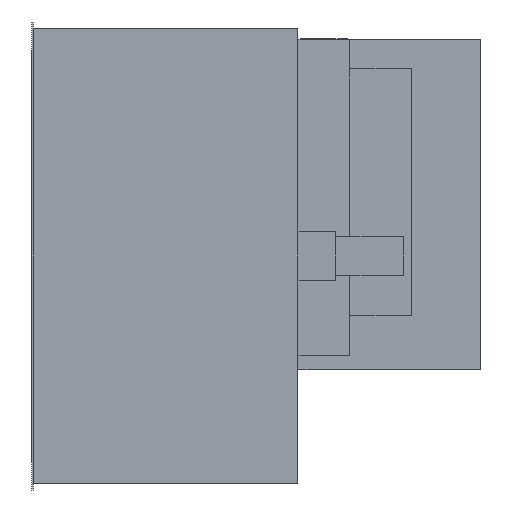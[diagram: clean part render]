
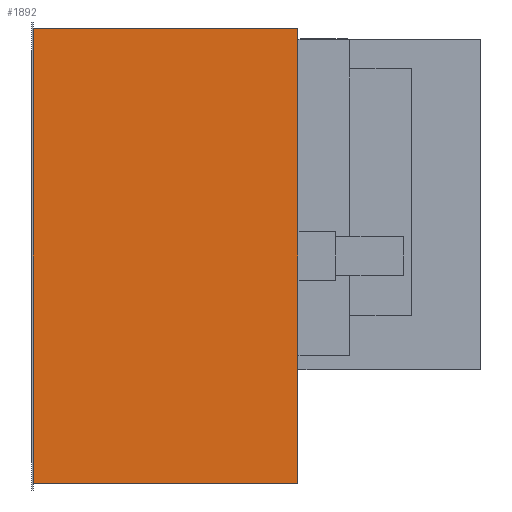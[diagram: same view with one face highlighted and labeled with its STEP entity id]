
A CAD part, left-side view. The second image highlights one B-rep face of the part: STEP entity #1892.
In plain terms, the highlighted planar face has unit normal (-1, 0, 0).
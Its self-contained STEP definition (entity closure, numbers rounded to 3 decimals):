
#64=FACE_OUTER_BOUND('',#188,.T.);
#188=EDGE_LOOP('',(#1269,#1270,#1271,#1272));
#323=LINE('',#2720,#577);
#324=LINE('',#2722,#578);
#325=LINE('',#2724,#579);
#326=LINE('',#2725,#580);
#577=VECTOR('',#2205,10.);
#578=VECTOR('',#2206,10.);
#579=VECTOR('',#2207,10.);
#580=VECTOR('',#2208,10.);
#827=VERTEX_POINT('',#2718);
#828=VERTEX_POINT('',#2719);
#829=VERTEX_POINT('',#2721);
#830=VERTEX_POINT('',#2723);
#1003=EDGE_CURVE('',#827,#828,#323,.T.);
#1004=EDGE_CURVE('',#828,#829,#324,.T.);
#1005=EDGE_CURVE('',#830,#829,#325,.T.);
#1006=EDGE_CURVE('',#827,#830,#326,.T.);
#1269=ORIENTED_EDGE('',*,*,#1003,.T.);
#1270=ORIENTED_EDGE('',*,*,#1004,.T.);
#1271=ORIENTED_EDGE('',*,*,#1005,.F.);
#1272=ORIENTED_EDGE('',*,*,#1006,.F.);
#1770=PLANE('',#2056);
#1892=ADVANCED_FACE('',(#64),#1770,.T.);
#2056=AXIS2_PLACEMENT_3D('',#2717,#2203,#2204);
#2203=DIRECTION('center_axis',(-1.,0.,0.));
#2204=DIRECTION('ref_axis',(0.,0.,1.));
#2205=DIRECTION('',(0.,0.,1.));
#2206=DIRECTION('',(0.,1.,0.));
#2207=DIRECTION('',(0.,0.,1.));
#2208=DIRECTION('',(0.,1.,0.));
#2717=CARTESIAN_POINT('Origin',(-565.,0.,-330.));
#2718=CARTESIAN_POINT('',(-565.,0.,-330.));
#2719=CARTESIAN_POINT('',(-565.,0.,330.));
#2720=CARTESIAN_POINT('',(-565.,0.,-330.));
#2721=CARTESIAN_POINT('',(-565.,385.,330.));
#2722=CARTESIAN_POINT('',(-565.,0.,330.));
#2723=CARTESIAN_POINT('',(-565.,385.,-330.));
#2724=CARTESIAN_POINT('',(-565.,385.,-330.));
#2725=CARTESIAN_POINT('',(-565.,0.,-330.));
